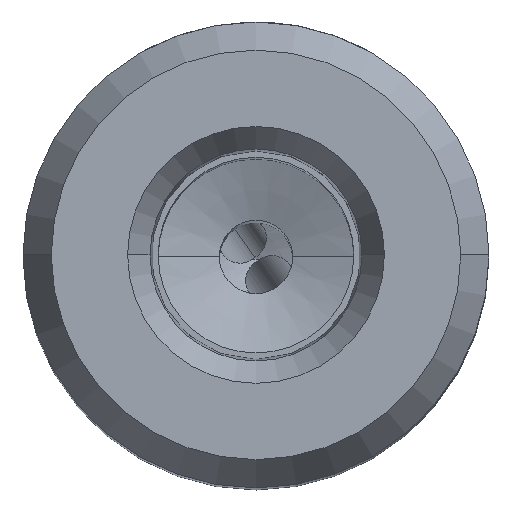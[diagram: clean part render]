
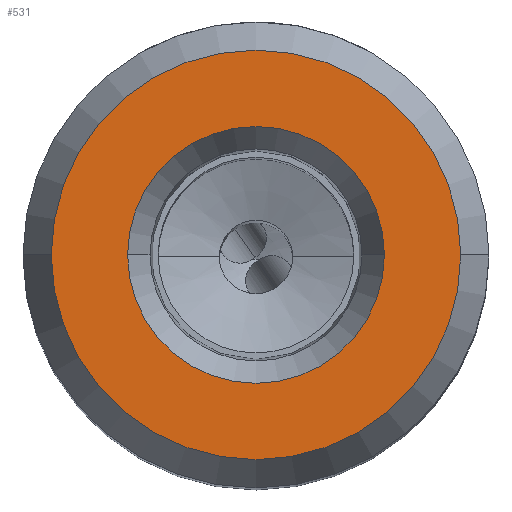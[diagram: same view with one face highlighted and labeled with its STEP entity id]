
A CAD part, top view. The second image highlights one B-rep face of the part: STEP entity #531.
In plain terms, the highlighted planar face has unit normal (0, 0, 1).
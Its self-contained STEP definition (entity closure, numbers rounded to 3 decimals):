
#97=FACE_BOUND('',#1011,.T.);
#98=FACE_BOUND('',#1012,.T.);
#236=PLANE('',#4498);
#277=CIRCLE('',#4380,8.37);
#318=CIRCLE('',#4494,8.37);
#319=CIRCLE('',#4496,5.25);
#320=CIRCLE('',#4497,5.25);
#531=ADVANCED_FACE('',(#97,#98),#236,.T.);
#1011=EDGE_LOOP('',(#2182,#2183));
#1012=EDGE_LOOP('',(#2184,#2185));
#2182=ORIENTED_EDGE('',*,*,#3686,.F.);
#2183=ORIENTED_EDGE('',*,*,#3687,.F.);
#2184=ORIENTED_EDGE('',*,*,#3363,.F.);
#2185=ORIENTED_EDGE('',*,*,#3685,.F.);
#2895=VERTEX_POINT('',#5800);
#2897=VERTEX_POINT('',#5804);
#3116=VERTEX_POINT('',#12313);
#3117=VERTEX_POINT('',#12314);
#3363=EDGE_CURVE('',#2897,#2895,#277,.T.);
#3685=EDGE_CURVE('',#2895,#2897,#318,.T.);
#3686=EDGE_CURVE('',#3116,#3117,#319,.T.);
#3687=EDGE_CURVE('',#3117,#3116,#320,.T.);
#4380=AXIS2_PLACEMENT_3D('',#5805,#4796,#4797);
#4494=AXIS2_PLACEMENT_3D('',#12310,#5046,#5047);
#4496=AXIS2_PLACEMENT_3D('',#12312,#5050,#5051);
#4497=AXIS2_PLACEMENT_3D('',#12315,#5052,#5053);
#4498=AXIS2_PLACEMENT_3D('',#12316,#5054,#5055);
#4796=DIRECTION('',(0.,0.,-1.));
#4797=DIRECTION('',(-1.,0.,0.));
#5046=DIRECTION('',(0.,0.,-1.));
#5047=DIRECTION('',(1.,0.,0.));
#5050=DIRECTION('',(0.,0.,1.));
#5051=DIRECTION('',(-1.,0.,0.));
#5052=DIRECTION('',(0.,0.,1.));
#5053=DIRECTION('',(1.,0.,0.));
#5054=DIRECTION('',(0.,0.,1.));
#5055=DIRECTION('',(1.,0.,0.));
#5800=CARTESIAN_POINT('',(8.37,0.,24.5));
#5804=CARTESIAN_POINT('',(-8.37,0.,24.5));
#5805=CARTESIAN_POINT('',(0.,0.,24.5));
#12310=CARTESIAN_POINT('',(0.,0.,24.5));
#12312=CARTESIAN_POINT('',(0.,0.,24.5));
#12313=CARTESIAN_POINT('',(-5.25,0.,24.5));
#12314=CARTESIAN_POINT('',(5.25,0.,24.5));
#12315=CARTESIAN_POINT('',(0.,0.,24.5));
#12316=CARTESIAN_POINT('',(0.,0.,24.5));
